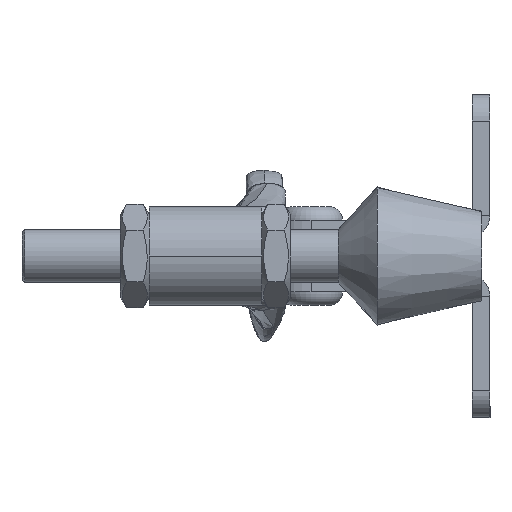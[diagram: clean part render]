
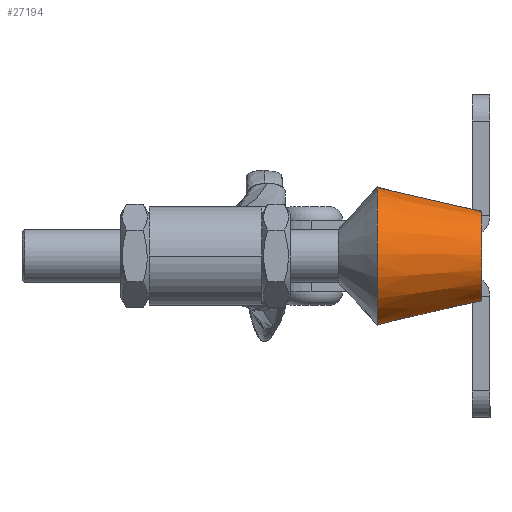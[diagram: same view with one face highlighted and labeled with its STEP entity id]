
A CAD part, left-side view. The second image highlights one B-rep face of the part: STEP entity #27194.
In plain terms, the highlighted conical face has half-angle 13 degrees and reference radius 5 mm.
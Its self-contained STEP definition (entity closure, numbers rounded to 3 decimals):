
#356 = AXIS2_PLACEMENT_3D ( 'NONE', #20819, #20818, #20814 ) ;
#1502 = LINE ( 'NONE', #2067, #1505 ) ;
#1505 = VECTOR ( 'NONE', #2068, 1000. ) ;
#1600 = CIRCLE ( 'NONE', #14741, 7.685 ) ;
#1608 = CIRCLE ( 'NONE', #14743, 5. ) ;
#1650 = LINE ( 'NONE', #27403, #1651 ) ;
#1651 = VECTOR ( 'NONE', #27404, 1000. ) ;
#2067 = CARTESIAN_POINT ( 'NONE',  ( 0., 0., 5. ) ) ;
#2068 = DIRECTION ( 'NONE',  ( 0., 0.974, 0.225 ) ) ;
#5213 = ORIENTED_EDGE ( 'NONE', *, *, #14160, .F. ) ;
#5214 = ORIENTED_EDGE ( 'NONE', *, *, #14079, .T. ) ;
#5215 = ORIENTED_EDGE ( 'NONE', *, *, #14166, .T. ) ;
#5216 = ORIENTED_EDGE ( 'NONE', *, *, #14201, .F. ) ;
#9726 = FACE_OUTER_BOUND ( 'NONE', #25139, .T. ) ;
#9754 = CONICAL_SURFACE ( 'NONE', #356, 5., 0.227 ) ;
#14079 = EDGE_CURVE ( 'NONE', #28419, #28329, #1502, .T. ) ;
#14160 = EDGE_CURVE ( 'NONE', #28284, #28329, #1600, .T. ) ;
#14166 = EDGE_CURVE ( 'NONE', #28315, #28419, #1608, .T. ) ;
#14201 = EDGE_CURVE ( 'NONE', #28315, #28284, #1650, .T. ) ;
#14741 = AXIS2_PLACEMENT_3D ( 'NONE', #27110, #27111, #27113 ) ;
#14743 = AXIS2_PLACEMENT_3D ( 'NONE', #27140, #27142, #27144 ) ;
#20814 = DIRECTION ( 'NONE',  ( 0., 0., 1. ) ) ;
#20818 = DIRECTION ( 'NONE',  ( 0., 1., 0. ) ) ;
#20819 = CARTESIAN_POINT ( 'NONE',  ( 0., 0., 0. ) ) ;
#21542 = CARTESIAN_POINT ( 'NONE',  ( 0., 11.631, -7.685 ) ) ;
#21562 = CARTESIAN_POINT ( 'NONE',  ( 0., 0., -5. ) ) ;
#21576 = CARTESIAN_POINT ( 'NONE',  ( 0., 11.631, 7.685 ) ) ;
#21666 = CARTESIAN_POINT ( 'NONE',  ( 0., 0., 5. ) ) ;
#25139 = EDGE_LOOP ( 'NONE', ( #5216, #5215, #5214, #5213 ) ) ;
#27110 = CARTESIAN_POINT ( 'NONE',  ( 0., 11.631, 0. ) ) ;
#27111 = DIRECTION ( 'NONE',  ( 0., 1., 0. ) ) ;
#27113 = DIRECTION ( 'NONE',  ( 0., 0., 1. ) ) ;
#27140 = CARTESIAN_POINT ( 'NONE',  ( 0., 0., 0. ) ) ;
#27142 = DIRECTION ( 'NONE',  ( 0., 1., 0. ) ) ;
#27144 = DIRECTION ( 'NONE',  ( 0., 0., 1. ) ) ;
#27194 = ADVANCED_FACE ( 'NONE', ( #9726 ), #9754, .T. ) ;
#27403 = CARTESIAN_POINT ( 'NONE',  ( 0., 0., -5. ) ) ;
#27404 = DIRECTION ( 'NONE',  ( 0., 0.974, -0.225 ) ) ;
#28284 = VERTEX_POINT ( 'NONE', #21542 ) ;
#28315 = VERTEX_POINT ( 'NONE', #21562 ) ;
#28329 = VERTEX_POINT ( 'NONE', #21576 ) ;
#28419 = VERTEX_POINT ( 'NONE', #21666 ) ;
